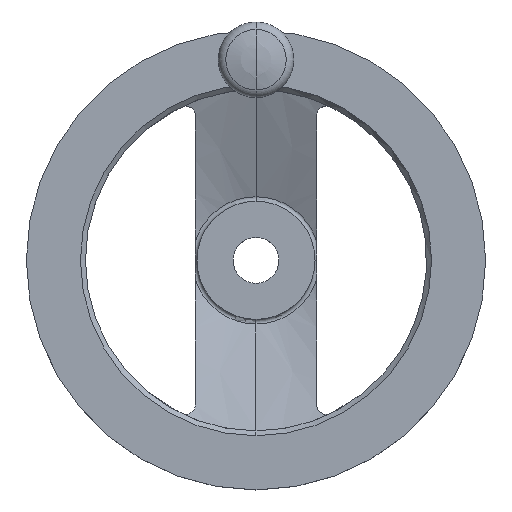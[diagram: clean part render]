
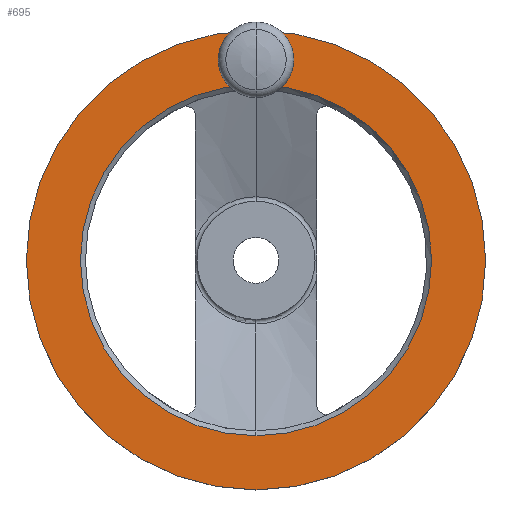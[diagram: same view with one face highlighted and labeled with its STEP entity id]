
A CAD part, top view. The second image highlights one B-rep face of the part: STEP entity #695.
In plain terms, the highlighted planar face has unit normal (0, 0, 1).
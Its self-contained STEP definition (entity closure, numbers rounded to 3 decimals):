
#311=EDGE_CURVE('',#587,#629,#814,.T.);
#325=EDGE_CURVE('',#475,#723,#830,.T.);
#443=EDGE_CURVE('',#667,#641,#965,.T.);
#475=VERTEX_POINT('',#1002);
#521=EDGE_CURVE('',#641,#667,#1054,.T.);
#587=VERTEX_POINT('',#1133);
#601=EDGE_CURVE('',#629,#587,#1147,.T.);
#629=VERTEX_POINT('',#1177);
#641=VERTEX_POINT('',#1189);
#657=EDGE_CURVE('',#723,#475,#1207,.T.);
#667=VERTEX_POINT('',#1217);
#695=ADVANCED_FACE('',(#1246,#1247,#1248),#1249,.T.);
#723=VERTEX_POINT('',#1277);
#814=CIRCLE('',#1443,70.0);
#830=CIRCLE('',#1472,53.5);
#965=CIRCLE('',#1670,6.5);
#1002=CARTESIAN_POINT('',(0.,-53.5,36.0));
#1054=CIRCLE('',#1823,6.5);
#1133=CARTESIAN_POINT('',(0.,-70.0,36.0));
#1147=CIRCLE('',#2002,70.0);
#1177=CARTESIAN_POINT('',(0.,70.,36.0));
#1189=CARTESIAN_POINT('',(0.,67.5,36.0));
#1207=CIRCLE('',#2119,53.5);
#1217=CARTESIAN_POINT('',(0.,54.5,36.));
#1246=FACE_BOUND('',#2220,.T.);
#1247=FACE_BOUND('',#2221,.T.);
#1248=FACE_OUTER_BOUND('',#2222,.T.);
#1249=PLANE('',#2223);
#1277=CARTESIAN_POINT('',(0.,53.5,36.0));
#1443=AXIS2_PLACEMENT_3D('',#2357,#2358,#2359);
#1472=AXIS2_PLACEMENT_3D('',#2386,#2387,#2388);
#1670=AXIS2_PLACEMENT_3D('',#2597,#2598,#2599);
#1823=AXIS2_PLACEMENT_3D('',#2739,#2740,#2741);
#2002=AXIS2_PLACEMENT_3D('',#2851,#2852,#2853);
#2119=AXIS2_PLACEMENT_3D('',#2906,#2907,#2908);
#2220=EDGE_LOOP('',(#2936,#2937));
#2221=EDGE_LOOP('',(#2938,#2939));
#2222=EDGE_LOOP('',(#2940,#2941));
#2223=AXIS2_PLACEMENT_3D('',#2942,#2943,#2944);
#2357=CARTESIAN_POINT('',(0.,0.,36.0));
#2358=DIRECTION('',(0.,0.,1.0));
#2359=DIRECTION('',(0.,1.0,0.));
#2386=CARTESIAN_POINT('',(0.,0.,36.0));
#2387=DIRECTION('',(0.,0.,1.0));
#2388=DIRECTION('',(0.,1.0,0.));
#2597=CARTESIAN_POINT('',(0.,61.,36.0));
#2598=DIRECTION('',(0.,0.,-1.0));
#2599=DIRECTION('',(0.,-1.0,0.));
#2739=CARTESIAN_POINT('',(0.,61.,36.0));
#2740=DIRECTION('',(0.,0.,-1.0));
#2741=DIRECTION('',(0.,-1.0,0.));
#2851=CARTESIAN_POINT('',(0.,0.,36.0));
#2852=DIRECTION('',(0.,0.,1.0));
#2853=DIRECTION('',(0.,1.0,0.));
#2906=CARTESIAN_POINT('',(0.,0.,36.0));
#2907=DIRECTION('',(0.,0.,1.0));
#2908=DIRECTION('',(0.,1.0,0.));
#2936=ORIENTED_EDGE('',*,*,#443,.T.);
#2937=ORIENTED_EDGE('',*,*,#521,.T.);
#2938=ORIENTED_EDGE('',*,*,#657,.F.);
#2939=ORIENTED_EDGE('',*,*,#325,.F.);
#2940=ORIENTED_EDGE('',*,*,#601,.T.);
#2941=ORIENTED_EDGE('',*,*,#311,.T.);
#2942=CARTESIAN_POINT('',(0.,61.75,36.0));
#2943=DIRECTION('',(0.,0.,1.0));
#2944=DIRECTION('',(0.,1.0,0.0));
